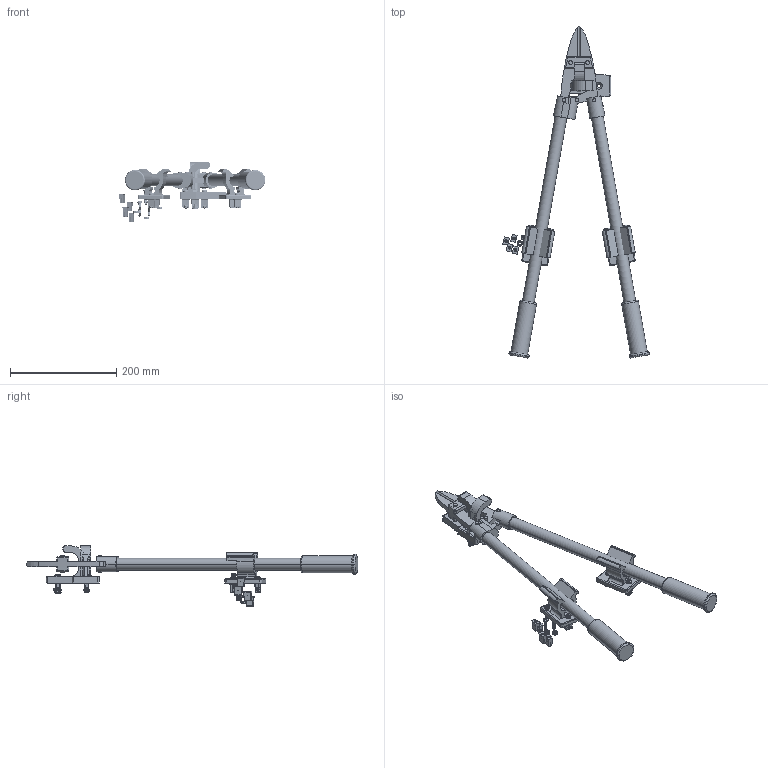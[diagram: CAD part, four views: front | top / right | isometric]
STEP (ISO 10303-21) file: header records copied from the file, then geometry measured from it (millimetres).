
FILE_DESCRIPTION (( 'STEP AP203' ), '1' );
FILE_NAME ('K5029-1.STEP', '2016-05-03T19:29:22', ( 'jgonzalez' ), ( '' ), 'SwSTEP 2.0', 'SolidWorks 2014', '' );
FILE_SCHEMA (( 'CONFIG_CONTROL_DESIGN' ));
Length unit declared in the file: inch
Products named in the file (15): BOLT CUTTER; 2044_82DEG 10-32x1.25 18-8 SS; 1029P; 7022; 1001P; 2046; 2031_CR-FHMS 0.25-20x0.75x0.75-N; 2059_#10; 2047; 7030; 2069LN_MSHXNUT 0.250-20-S-N; K5029-1; 2049LN_#10; 2054; 7016
Assembly tree (57 placements, depth 3):
  K5029-1
    BOLT CUTTER
    1029P  x2
    1001P  x2
    7022
      2031_CR-FHMS 0.25-20x0.75x0.75-N
      2047  x2
      2069LN_MSHXNUT 0.250-20-S-N
      2049LN_#10  x2
      2054  x3
      7016  x3
      2044_82DEG 10-32x1.25 18-8 SS
    7030
      2046  x4
      2059_#10  x4
      7016  x4
    2046  x4
    7016  x7
    2054  x3
    2044_82DEG 10-32x1.25 18-8 SS
    2047  x2
    2049LN_#10  x2
    2031_CR-FHMS 0.25-20x0.75x0.75-N
    2069LN_MSHXNUT 0.250-20-S-N
    2059_#10  x4
Bounding box: 275.67 x 624.64 x 113.06 mm (x, y, z)
Volume: 870635.9 mm3; surface area: 217075 mm2
Topology: 67 solids, 67 shells, 3912 faces, 9366 edges, 5640 vertices
Faces by surface type: cone 1654, plane 1073, cylinder 869, bspline 196, torus 112, sphere 8
Entity records: 38270 total; most frequent: CARTESIAN_POINT 11480, ORIENTED_EDGE 5160, DIRECTION 5052, EDGE_CURVE 2580, AXIS2_PLACEMENT_3D 1959, VERTEX_POINT 1588, LINE 1134, VECTOR 1134
